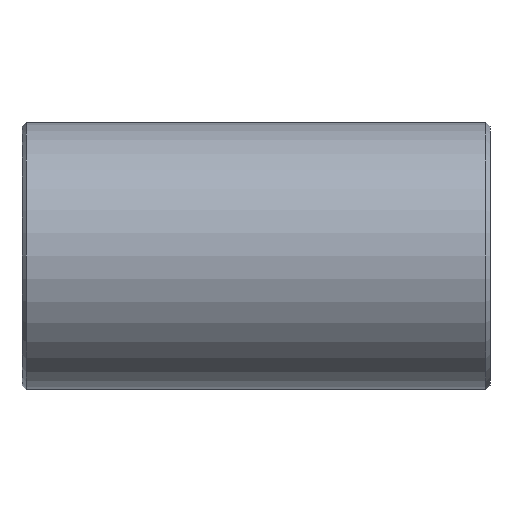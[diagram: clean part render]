
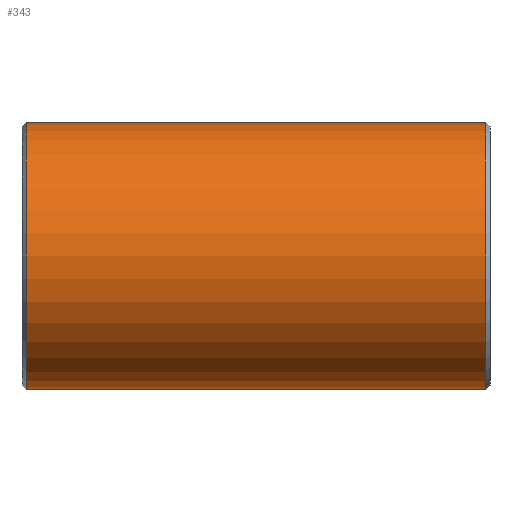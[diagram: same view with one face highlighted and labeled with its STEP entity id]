
A CAD part, front view. The second image highlights one B-rep face of the part: STEP entity #343.
In plain terms, the highlighted cylindrical face has radius 70.65 mm (diameter 141.3 mm), a partial arc.
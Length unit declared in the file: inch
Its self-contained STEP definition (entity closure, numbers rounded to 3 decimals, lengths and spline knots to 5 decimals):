
#18 = DIRECTION ( 'NONE',  ( 0., 0., -1. ) ) ;
#30 = VERTEX_POINT ( 'NONE', #542 ) ;
#92 = CIRCLE ( 'NONE', #487, 2.7815 ) ;
#119 = DIRECTION ( 'NONE',  ( 0., 0., 1. ) ) ;
#123 = CARTESIAN_POINT ( 'NONE',  ( -4.794, 0., -2.7815 ) ) ;
#133 = ORIENTED_EDGE ( 'NONE', *, *, #747, .T. ) ;
#134 = CIRCLE ( 'NONE', #392, 2.7815 ) ;
#159 = CARTESIAN_POINT ( 'NONE',  ( 4.88, 0., 2.7815 ) ) ;
#196 = CARTESIAN_POINT ( 'NONE',  ( 4.88, 0., -2.7815 ) ) ;
#223 = DIRECTION ( 'NONE',  ( -1., 0., 0. ) ) ;
#247 = AXIS2_PLACEMENT_3D ( 'NONE', #735, #289, #546 ) ;
#254 = VERTEX_POINT ( 'NONE', #621 ) ;
#289 = DIRECTION ( 'NONE',  ( -1., 0., 0. ) ) ;
#292 = LINE ( 'NONE', #159, #351 ) ;
#343 = ADVANCED_FACE ( 'NONE', ( #479 ), #415, .T. ) ;
#351 = VECTOR ( 'NONE', #472, 39.37008 ) ;
#392 = AXIS2_PLACEMENT_3D ( 'NONE', #612, #223, #18 ) ;
#415 = CYLINDRICAL_SURFACE ( 'NONE', #247, 2.7815 ) ;
#426 = VECTOR ( 'NONE', #578, 39.37008 ) ;
#437 = DIRECTION ( 'NONE',  ( 1., 0., 0. ) ) ;
#472 = DIRECTION ( 'NONE',  ( -1., 0., 0. ) ) ;
#479 = FACE_OUTER_BOUND ( 'NONE', #778, .T. ) ;
#487 = AXIS2_PLACEMENT_3D ( 'NONE', #703, #437, #119 ) ;
#488 = ORIENTED_EDGE ( 'NONE', *, *, #491, .T. ) ;
#491 = EDGE_CURVE ( 'NONE', #773, #254, #292, .T. ) ;
#492 = EDGE_CURVE ( 'NONE', #30, #773, #134, .T. ) ;
#493 = ORIENTED_EDGE ( 'NONE', *, *, #764, .F. ) ;
#513 = ORIENTED_EDGE ( 'NONE', *, *, #492, .T. ) ;
#542 = CARTESIAN_POINT ( 'NONE',  ( 4.794, 0., -2.7815 ) ) ;
#546 = DIRECTION ( 'NONE',  ( 0., 0., 1. ) ) ;
#578 = DIRECTION ( 'NONE',  ( -1., 0., 0. ) ) ;
#612 = CARTESIAN_POINT ( 'NONE',  ( 4.794, 0., 0. ) ) ;
#621 = CARTESIAN_POINT ( 'NONE',  ( -4.794, 0., 2.7815 ) ) ;
#639 = VERTEX_POINT ( 'NONE', #123 ) ;
#703 = CARTESIAN_POINT ( 'NONE',  ( -4.794, 0., 0. ) ) ;
#735 = CARTESIAN_POINT ( 'NONE',  ( 4.88, 0., 0. ) ) ;
#747 = EDGE_CURVE ( 'NONE', #254, #639, #92, .T. ) ;
#764 = EDGE_CURVE ( 'NONE', #30, #639, #780, .T. ) ;
#773 = VERTEX_POINT ( 'NONE', #834 ) ;
#778 = EDGE_LOOP ( 'NONE', ( #493, #513, #488, #133 ) ) ;
#780 = LINE ( 'NONE', #196, #426 ) ;
#834 = CARTESIAN_POINT ( 'NONE',  ( 4.794, 0., 2.7815 ) ) ;
